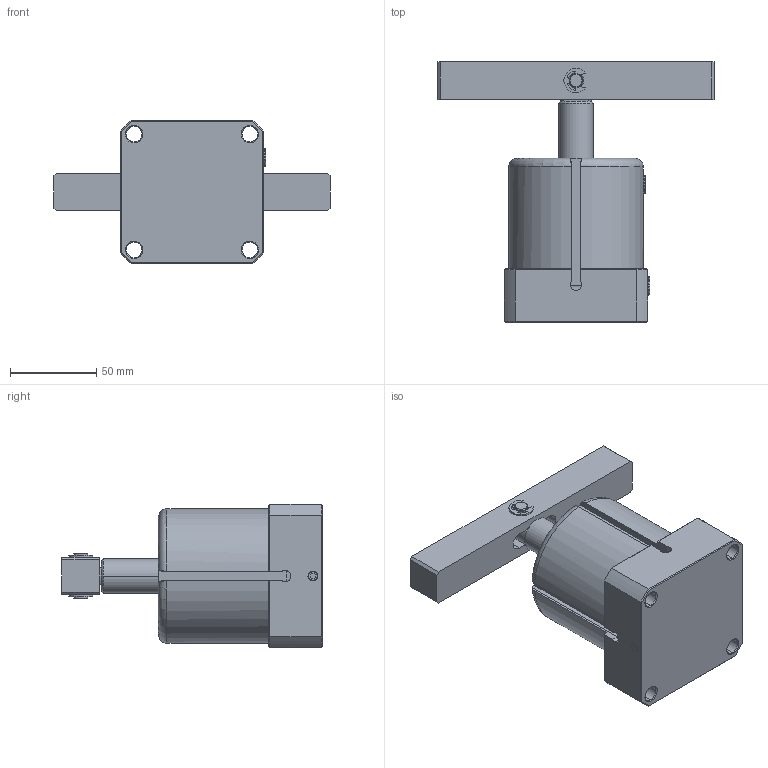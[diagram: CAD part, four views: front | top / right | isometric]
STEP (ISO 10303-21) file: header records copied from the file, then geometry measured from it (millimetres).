
FILE_DESCRIPTION (( 'STEP AP203' ), '1' );
FILE_NAME ('ASC-MS63D.STEP', '2019-05-23T10:34:47', ( 'User' ), ( 'china' ), 'SwSTEP 2.0', 'SolidWorks 2018', '' );
FILE_SCHEMA (( 'CONFIG_CONTROL_DESIGN' ));
Length unit declared in the file: millimetre
Products named in the file (9): hex socket set screws with flat point gb_GB_FASTENER_SCREWS_HSFP M6X5-S; MS63D活塞; 揤旋4532_2; ASC-MS60DHSG; 种隊_4; KKDC_4; ASC-MS63D; 掛极; 1-8黑芛
Assembly tree (11 placements, depth 2):
  ASC-MS63D
    掛极
    1-8黑芛  x2
    hex socket set screws with flat point gb_GB_FASTENER_SCREWS_HSFP M6X5-S  x2
    MS63D活塞
    揤旋4532_2
    ASC-MS60DHSG
    种隊_4
    KKDC_4  x2
Bounding box: 160 x 151 x 83 mm (x, y, z)
Volume: 482459.8 mm3; surface area: 104362.7 mm2
Topology: 12 solids, 13 shells, 532 faces, 1314 edges, 820 vertices
Faces by surface type: cylinder 210, plane 142, cone 122, torus 32, bspline 26
Entity records: 26140 total; most frequent: CARTESIAN_POINT 15314, ORIENTED_EDGE 2176, DIRECTION 1927, EDGE_CURVE 1088, AXIS2_PLACEMENT_3D 745, VERTEX_POINT 693, EDGE_LOOP 471, VECTOR 437
